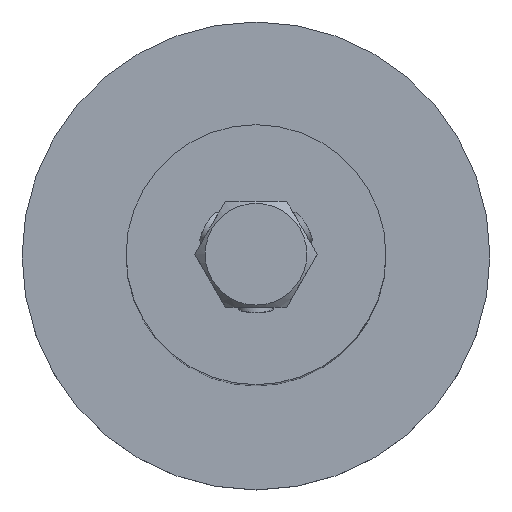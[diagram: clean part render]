
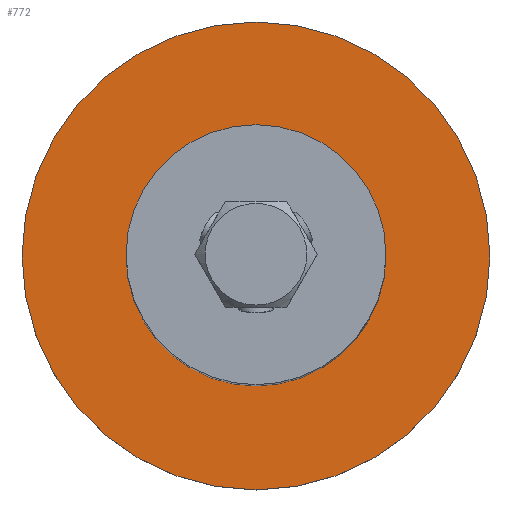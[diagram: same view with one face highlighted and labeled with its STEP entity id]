
A CAD part, top view. The second image highlights one B-rep face of the part: STEP entity #772.
In plain terms, the highlighted planar face has unit normal (0, 0, 1).
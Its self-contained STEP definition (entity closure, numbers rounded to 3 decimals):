
#97 = EDGE_LOOP ( 'NONE', ( #1817 ) ) ;
#102 = VERTEX_POINT ( 'NONE', #2160 ) ;
#263 = DIRECTION ( 'NONE',  ( 0., 0., -1. ) ) ;
#494 = DIRECTION ( 'NONE',  ( -1., 0., 0. ) ) ;
#495 = FACE_BOUND ( 'NONE', #2016, .T. ) ;
#698 = DIRECTION ( 'NONE',  ( -1., 0., 0. ) ) ;
#745 = EDGE_CURVE ( 'NONE', #102, #102, #1018, .T. ) ;
#772 = ADVANCED_FACE ( 'NONE', ( #2159, #495 ), #1974, .F. ) ;
#833 = DIRECTION ( 'NONE',  ( -1., 0., 0. ) ) ;
#854 = CARTESIAN_POINT ( 'NONE',  ( 0., 0., -14.3 ) ) ;
#1018 = CIRCLE ( 'NONE', #1053, 2.5 ) ;
#1053 = AXIS2_PLACEMENT_3D ( 'NONE', #854, #1589, #833 ) ;
#1404 = AXIS2_PLACEMENT_3D ( 'NONE', #2355, #263, #698 ) ;
#1421 = CARTESIAN_POINT ( 'NONE',  ( -4.5, 0., -14.3 ) ) ;
#1589 = DIRECTION ( 'NONE',  ( 0., 0., -1. ) ) ;
#1782 = EDGE_CURVE ( 'NONE', #2348, #2348, #1951, .T. ) ;
#1808 = DIRECTION ( 'NONE',  ( 0., 0., -1. ) ) ;
#1817 = ORIENTED_EDGE ( 'NONE', *, *, #1782, .F. ) ;
#1951 = CIRCLE ( 'NONE', #2268, 4.5 ) ;
#1952 = CARTESIAN_POINT ( 'NONE',  ( 0., 0., -14.3 ) ) ;
#1974 = PLANE ( 'NONE',  #1404 ) ;
#2016 = EDGE_LOOP ( 'NONE', ( #2230 ) ) ;
#2159 = FACE_OUTER_BOUND ( 'NONE', #97, .T. ) ;
#2160 = CARTESIAN_POINT ( 'NONE',  ( -2.5, 0., -14.3 ) ) ;
#2230 = ORIENTED_EDGE ( 'NONE', *, *, #745, .T. ) ;
#2268 = AXIS2_PLACEMENT_3D ( 'NONE', #1952, #1808, #494 ) ;
#2348 = VERTEX_POINT ( 'NONE', #1421 ) ;
#2355 = CARTESIAN_POINT ( 'NONE',  ( 0., 0., -14.3 ) ) ;
